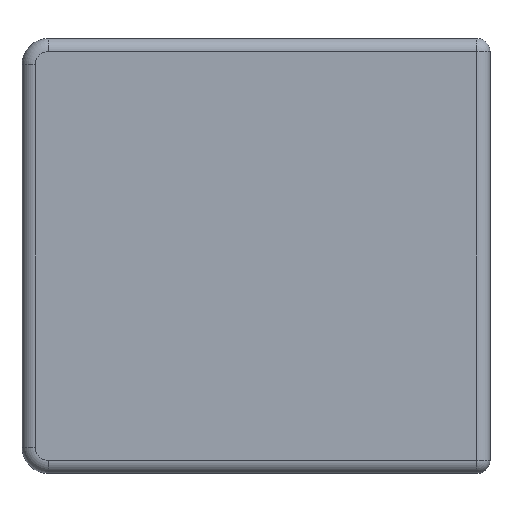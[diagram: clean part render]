
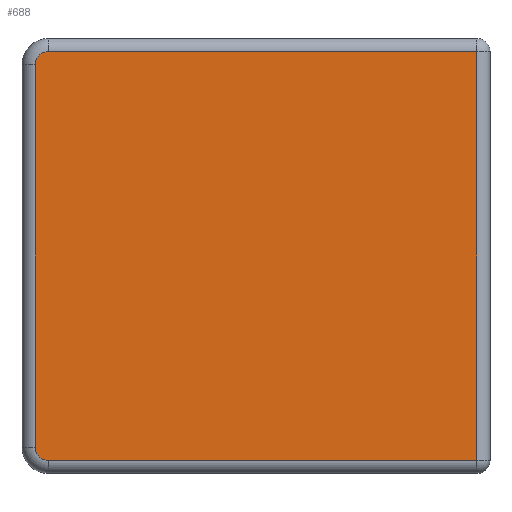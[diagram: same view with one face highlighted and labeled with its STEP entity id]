
A CAD part, front view. The second image highlights one B-rep face of the part: STEP entity #688.
In plain terms, the highlighted planar face has unit normal (0, -1, 0).
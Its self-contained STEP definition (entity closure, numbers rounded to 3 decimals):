
#181 = VERTEX_POINT ( 'NONE', #4160 ) ;
#269 = VERTEX_POINT ( 'NONE', #3916 ) ;
#339 = AXIS2_PLACEMENT_3D ( 'NONE', #5235, #4356, #3597 ) ;
#469 = EDGE_LOOP ( 'NONE', ( #4588, #859, #4752, #4715, #4260, #4618 ) ) ;
#486 = DIRECTION ( 'NONE',  ( 0., 0., -1. ) ) ;
#490 = VERTEX_POINT ( 'NONE', #1219 ) ;
#608 = AXIS2_PLACEMENT_3D ( 'NONE', #854, #2490, #5290 ) ;
#654 = EDGE_CURVE ( 'NONE', #812, #490, #773, .T. ) ;
#661 = DIRECTION ( 'NONE',  ( 0., 0., -1. ) ) ;
#666 = FACE_OUTER_BOUND ( 'NONE', #469, .T. ) ;
#688 = ADVANCED_FACE ( 'NONE', ( #666 ), #2747, .T. ) ;
#773 = CIRCLE ( 'NONE', #608, 2. ) ;
#812 = VERTEX_POINT ( 'NONE', #4514 ) ;
#854 = CARTESIAN_POINT ( 'NONE',  ( -31.5, -2.5, -29. ) ) ;
#859 = ORIENTED_EDGE ( 'NONE', *, *, #3890, .T. ) ;
#993 = CARTESIAN_POINT ( 'NONE',  ( -31.5, -2.5, 29. ) ) ;
#1219 = CARTESIAN_POINT ( 'NONE',  ( -31.5, -2.5, -31. ) ) ;
#1249 = EDGE_CURVE ( 'NONE', #181, #2021, #2076, .T. ) ;
#1585 = CARTESIAN_POINT ( 'NONE',  ( -31.5, -2.5, 31. ) ) ;
#2021 = VERTEX_POINT ( 'NONE', #4655 ) ;
#2076 = LINE ( 'NONE', #2918, #2903 ) ;
#2217 = VECTOR ( 'NONE', #5083, 1000. ) ;
#2285 = CARTESIAN_POINT ( 'NONE',  ( -31.5, -2.5, 31. ) ) ;
#2490 = DIRECTION ( 'NONE',  ( 0., -1., 0. ) ) ;
#2747 = PLANE ( 'NONE',  #339 ) ;
#2755 = LINE ( 'NONE', #3927, #2217 ) ;
#2764 = EDGE_CURVE ( 'NONE', #269, #812, #5056, .T. ) ;
#2903 = VECTOR ( 'NONE', #4205, 1000. ) ;
#2918 = CARTESIAN_POINT ( 'NONE',  ( 33.5, -2.5, 33. ) ) ;
#3193 = CIRCLE ( 'NONE', #3871, 2. ) ;
#3318 = DIRECTION ( 'NONE',  ( -1., 0., 0. ) ) ;
#3374 = CARTESIAN_POINT ( 'NONE',  ( -33.5, -2.5, -29. ) ) ;
#3597 = DIRECTION ( 'NONE',  ( 0., 0., -1. ) ) ;
#3715 = LINE ( 'NONE', #1585, #3913 ) ;
#3723 = EDGE_CURVE ( 'NONE', #4149, #269, #3193, .T. ) ;
#3871 = AXIS2_PLACEMENT_3D ( 'NONE', #993, #4328, #661 ) ;
#3890 = EDGE_CURVE ( 'NONE', #2021, #4149, #3715, .T. ) ;
#3913 = VECTOR ( 'NONE', #3318, 1000. ) ;
#3916 = CARTESIAN_POINT ( 'NONE',  ( -33.5, -2.5, 29. ) ) ;
#3927 = CARTESIAN_POINT ( 'NONE',  ( 35.5, -2.5, -31. ) ) ;
#4095 = EDGE_CURVE ( 'NONE', #490, #181, #2755, .T. ) ;
#4149 = VERTEX_POINT ( 'NONE', #2285 ) ;
#4160 = CARTESIAN_POINT ( 'NONE',  ( 33.5, -2.5, -31. ) ) ;
#4205 = DIRECTION ( 'NONE',  ( 0., 0., 1. ) ) ;
#4260 = ORIENTED_EDGE ( 'NONE', *, *, #654, .T. ) ;
#4328 = DIRECTION ( 'NONE',  ( 0., -1., 0. ) ) ;
#4356 = DIRECTION ( 'NONE',  ( 0., -1., 0. ) ) ;
#4514 = CARTESIAN_POINT ( 'NONE',  ( -33.5, -2.5, -29. ) ) ;
#4588 = ORIENTED_EDGE ( 'NONE', *, *, #1249, .T. ) ;
#4618 = ORIENTED_EDGE ( 'NONE', *, *, #4095, .T. ) ;
#4639 = VECTOR ( 'NONE', #486, 1000. ) ;
#4655 = CARTESIAN_POINT ( 'NONE',  ( 33.5, -2.5, 31. ) ) ;
#4715 = ORIENTED_EDGE ( 'NONE', *, *, #2764, .T. ) ;
#4752 = ORIENTED_EDGE ( 'NONE', *, *, #3723, .T. ) ;
#5056 = LINE ( 'NONE', #3374, #4639 ) ;
#5083 = DIRECTION ( 'NONE',  ( 1., 0., 0. ) ) ;
#5235 = CARTESIAN_POINT ( 'NONE',  ( 0., -2.5, 0. ) ) ;
#5290 = DIRECTION ( 'NONE',  ( 0., 0., -1. ) ) ;
